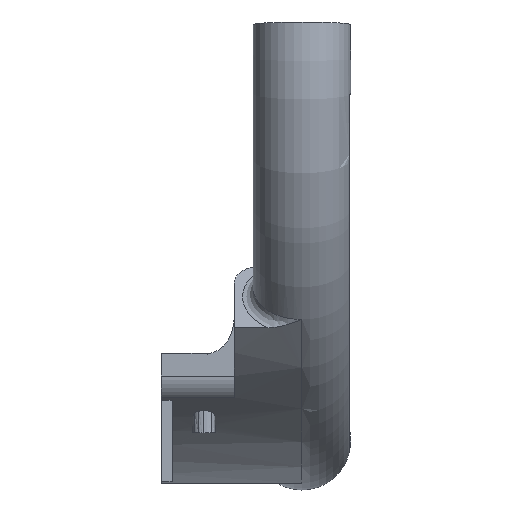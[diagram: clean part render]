
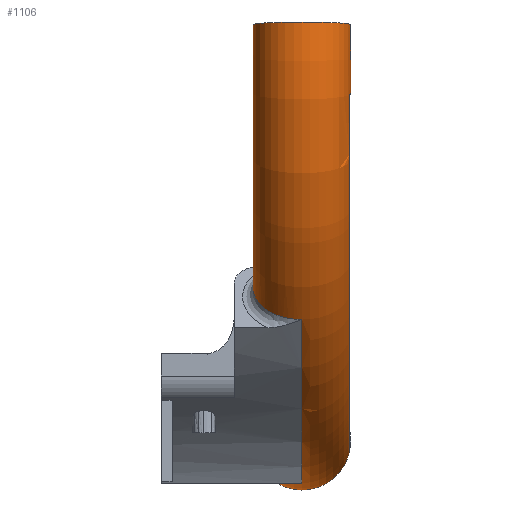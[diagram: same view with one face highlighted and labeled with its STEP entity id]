
A CAD part, top view. The second image highlights one B-rep face of the part: STEP entity #1106.
In plain terms, the highlighted toroidal (fillet/blend) face has major radius 73.1 mm and minor radius 9 mm.
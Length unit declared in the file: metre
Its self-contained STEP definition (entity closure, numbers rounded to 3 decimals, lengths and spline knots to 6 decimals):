
#14=TOROIDAL_SURFACE('',#1181,0.0731,0.009);
#25=CIRCLE('',#1179,0.0821);
#27=CIRCLE('',#1182,0.009);
#28=CIRCLE('',#1183,0.0751);
#29=CIRCLE('',#1184,0.009);
#30=CIRCLE('',#1185,0.0711);
#31=CIRCLE('',#1186,0.009);
#32=CIRCLE('',#1187,0.009);
#33=CIRCLE('',#1188,0.009);
#34=CIRCLE('',#1189,0.0641);
#35=CIRCLE('',#1190,0.009);
#115=B_SPLINE_CURVE_WITH_KNOTS('',3,(#1826,#1827,#1828,#1829,#1830,#1831),
 .UNSPECIFIED.,.F.,.F.,(4,1,1,4),(0.014877,0.016758,
0.018639,0.022401),.UNSPECIFIED.);
#116=B_SPLINE_CURVE_WITH_KNOTS('',3,(#1837,#1838,#1839,#1840,#1841,#1842,
#1843,#1844,#1845),.UNSPECIFIED.,.F.,.F.,(4,1,1,1,1,1,4),(0.,0.007089,
0.010633,0.014177,0.017721,0.021266,
0.028354),.UNSPECIFIED.);
#253=ORIENTED_EDGE('',*,*,#560,.F.);
#254=ORIENTED_EDGE('',*,*,#561,.T.);
#255=ORIENTED_EDGE('',*,*,#562,.F.);
#256=ORIENTED_EDGE('',*,*,#563,.F.);
#257=ORIENTED_EDGE('',*,*,#564,.F.);
#258=ORIENTED_EDGE('',*,*,#543,.F.);
#259=ORIENTED_EDGE('',*,*,#565,.F.);
#260=ORIENTED_EDGE('',*,*,#566,.T.);
#261=ORIENTED_EDGE('',*,*,#567,.F.);
#262=ORIENTED_EDGE('',*,*,#568,.F.);
#263=ORIENTED_EDGE('',*,*,#569,.T.);
#264=ORIENTED_EDGE('',*,*,#570,.T.);
#543=EDGE_CURVE('',#698,#699,#25,.F.);
#560=EDGE_CURVE('',#712,#713,#27,.F.);
#561=EDGE_CURVE('',#712,#714,#28,.T.);
#562=EDGE_CURVE('',#715,#714,#29,.F.);
#563=EDGE_CURVE('',#713,#715,#30,.T.);
#564=EDGE_CURVE('',#716,#716,#31,.T.);
#565=EDGE_CURVE('',#717,#698,#32,.T.);
#566=EDGE_CURVE('',#717,#718,#115,.T.);
#567=EDGE_CURVE('',#719,#718,#33,.T.);
#568=EDGE_CURVE('',#720,#719,#34,.F.);
#569=EDGE_CURVE('',#720,#699,#116,.T.);
#570=EDGE_CURVE('',#721,#721,#35,.T.);
#698=VERTEX_POINT('',#1745);
#699=VERTEX_POINT('',#1747);
#712=VERTEX_POINT('',#1815);
#713=VERTEX_POINT('',#1816);
#714=VERTEX_POINT('',#1818);
#715=VERTEX_POINT('',#1820);
#716=VERTEX_POINT('',#1823);
#717=VERTEX_POINT('',#1825);
#718=VERTEX_POINT('',#1832);
#719=VERTEX_POINT('',#1834);
#720=VERTEX_POINT('',#1836);
#721=VERTEX_POINT('',#1847);
#922=EDGE_LOOP('',(#253,#254,#255,#256));
#923=EDGE_LOOP('',(#257));
#924=EDGE_LOOP('',(#258,#259,#260,#261,#262,#263));
#925=EDGE_LOOP('',(#264));
#1004=FACE_BOUND('',#922,.T.);
#1005=FACE_BOUND('',#923,.T.);
#1006=FACE_BOUND('',#924,.T.);
#1007=FACE_BOUND('',#925,.T.);
#1106=ADVANCED_FACE('',(#1004,#1005,#1006,#1007),#14,.T.);
#1179=AXIS2_PLACEMENT_3D('',#1746,#1307,#1308);
#1181=AXIS2_PLACEMENT_3D('',#1813,#1314,#1315);
#1182=AXIS2_PLACEMENT_3D('',#1814,#1316,#1317);
#1183=AXIS2_PLACEMENT_3D('',#1817,#1318,#1319);
#1184=AXIS2_PLACEMENT_3D('',#1819,#1320,#1321);
#1185=AXIS2_PLACEMENT_3D('',#1821,#1322,#1323);
#1186=AXIS2_PLACEMENT_3D('',#1822,#1324,#1325);
#1187=AXIS2_PLACEMENT_3D('',#1824,#1326,#1327);
#1188=AXIS2_PLACEMENT_3D('',#1833,#1328,#1329);
#1189=AXIS2_PLACEMENT_3D('',#1835,#1330,#1331);
#1190=AXIS2_PLACEMENT_3D('',#1846,#1332,#1333);
#1307=DIRECTION('',(1.,0.,0.));
#1308=DIRECTION('',(0.,0.,-1.));
#1314=DIRECTION('',(-1.,0.,0.));
#1315=DIRECTION('',(0.,0.,1.));
#1316=DIRECTION('',(0.,-0.087,-0.996));
#1317=DIRECTION('',(0.,0.996,-0.087));
#1318=DIRECTION('',(-1.,0.,0.));
#1319=DIRECTION('',(0.,0.,1.));
#1320=DIRECTION('',(0.,0.993,0.122));
#1321=DIRECTION('',(0.,-0.122,0.993));
#1322=DIRECTION('',(-1.,0.,0.));
#1323=DIRECTION('',(0.,0.,1.));
#1324=DIRECTION('',(0.,0.999,-0.052));
#1325=DIRECTION('',(1.,0.,0.));
#1326=DIRECTION('',(0.,0.174,0.985));
#1327=DIRECTION('',(1.,0.,0.));
#1328=DIRECTION('',(0.,0.174,0.985));
#1329=DIRECTION('',(1.,0.,0.));
#1330=DIRECTION('',(-1.,0.,0.));
#1331=DIRECTION('',(0.,0.,1.));
#1332=DIRECTION('',(0.,0.,1.));
#1333=DIRECTION('',(1.,0.,0.));
#1745=CARTESIAN_POINT('',(0.33,-0.026753,0.056257));
#1746=CARTESIAN_POINT('',(0.33,0.0541,0.042));
#1747=CARTESIAN_POINT('',(0.33,0.003399,0.106575));
#1813=CARTESIAN_POINT('',(0.33,0.0541,0.042));
#1814=CARTESIAN_POINT('',(0.33,-0.018722,0.048371));
#1815=CARTESIAN_POINT('',(0.338775,-0.020714,0.048545));
#1816=CARTESIAN_POINT('',(0.338775,-0.016729,0.048197));
#1817=CARTESIAN_POINT('',(0.338775,0.0541,0.042));
#1818=CARTESIAN_POINT('',(0.338775,0.044948,0.11654));
#1819=CARTESIAN_POINT('',(0.33,0.045192,0.114555));
#1820=CARTESIAN_POINT('',(0.338775,0.045435,0.11257));
#1821=CARTESIAN_POINT('',(0.338775,0.0541,0.042));
#1822=CARTESIAN_POINT('',(0.33,0.057926,0.115));
#1823=CARTESIAN_POINT('',(0.339,0.057926,0.115));
#1824=CARTESIAN_POINT('',(0.33,-0.017889,0.054694));
#1825=CARTESIAN_POINT('',(0.321548,-0.020936,0.055231));
#1826=CARTESIAN_POINT('',(0.321548,-0.020936,0.055231));
#1827=CARTESIAN_POINT('',(0.32133,-0.020349,0.055127));
#1828=CARTESIAN_POINT('',(0.321026,-0.019132,0.055036));
#1829=CARTESIAN_POINT('',(0.320931,-0.016607,0.054792));
#1830=CARTESIAN_POINT('',(0.321451,-0.014855,0.054159));
#1831=CARTESIAN_POINT('',(0.322036,-0.013761,0.053966));
#1832=CARTESIAN_POINT('',(0.322036,-0.013761,0.053966));
#1833=CARTESIAN_POINT('',(0.33,-0.017889,0.054694));
#1834=CARTESIAN_POINT('',(0.33,-0.009026,0.053131));
#1835=CARTESIAN_POINT('',(0.33,0.0541,0.042));
#1836=CARTESIAN_POINT('',(0.33,0.014942,0.092749));
#1837=CARTESIAN_POINT('',(0.33,0.014942,0.092749));
#1838=CARTESIAN_POINT('',(0.327622,0.014942,0.092749));
#1839=CARTESIAN_POINT('',(0.324133,0.013996,0.093876));
#1840=CARTESIAN_POINT('',(0.321469,0.011429,0.096944));
#1841=CARTESIAN_POINT('',(0.320766,0.009164,0.099656));
#1842=CARTESIAN_POINT('',(0.321469,0.0069,0.10237));
#1843=CARTESIAN_POINT('',(0.324133,0.00434,0.105444));
#1844=CARTESIAN_POINT('',(0.327622,0.003399,0.106575));
#1845=CARTESIAN_POINT('',(0.33,0.003399,0.106575));
#1846=CARTESIAN_POINT('',(0.33,-0.019,0.042));
#1847=CARTESIAN_POINT('',(0.33,-0.01,0.042));
